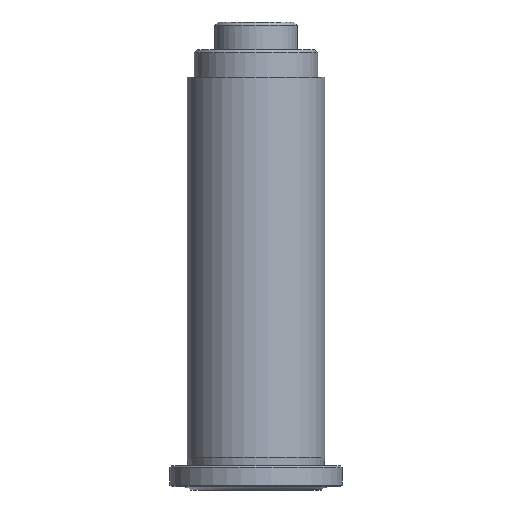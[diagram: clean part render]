
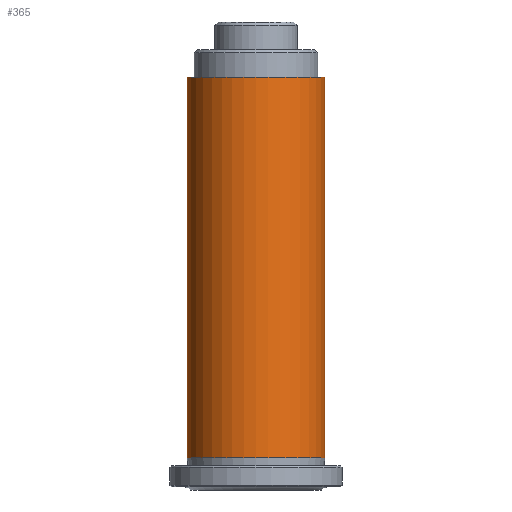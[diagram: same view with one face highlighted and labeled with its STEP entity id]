
A CAD part, left-side view. The second image highlights one B-rep face of the part: STEP entity #365.
In plain terms, the highlighted cylindrical face has radius 10 mm (diameter 20 mm), a partial arc.
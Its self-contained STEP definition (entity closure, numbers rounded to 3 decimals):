
#197=VERTEX_POINT('NONE',#503);
#207=VERTEX_POINT('NONE',#517);
#301=EDGE_CURVE('NONE',#409,#317,#626,.T.);
#317=VERTEX_POINT('NONE',#642);
#325=EDGE_CURVE('NONE',#317,#197,#650,.T.);
#333=EDGE_CURVE('NONE',#409,#207,#660,.T.);
#365=ADVANCED_FACE('NONE',(#699),#700,.T.);
#395=EDGE_CURVE('NONE',#207,#197,#731,.T.);
#409=VERTEX_POINT('NONE',#747);
#503=CARTESIAN_POINT('',(0.0,10.0,4.697));
#517=CARTESIAN_POINT('',(0.,10.0,60.0));
#626=LINE('',#994,#995);
#642=CARTESIAN_POINT('',(0.,-10.0,4.697));
#650=CIRCLE('',#1032,10.0);
#660=CIRCLE('',#1043,10.0);
#699=FACE_OUTER_BOUND('',#1089,.T.);
#700=CYLINDRICAL_SURFACE('',#1090,10.0);
#731=LINE('',#1130,#1131);
#747=CARTESIAN_POINT('',(0.0,-10.0,60.0));
#994=CARTESIAN_POINT('',(0.0,-10.0,-12.958));
#995=VECTOR('',#1435,1000.0);
#1032=AXIS2_PLACEMENT_3D('',#1452,#1453,#1454);
#1043=AXIS2_PLACEMENT_3D('',#1469,#1470,#1471);
#1089=EDGE_LOOP('',(#1530,#1531,#1532,#1533));
#1090=AXIS2_PLACEMENT_3D('',#1534,#1535,#1536);
#1130=CARTESIAN_POINT('',(0.,10.0,-12.958));
#1131=VECTOR('',#1559,1000.0);
#1435=DIRECTION('',(0.0,0.0,-1.0));
#1452=CARTESIAN_POINT('',(0.0,0.0,4.697));
#1453=DIRECTION('',(0.0,0.0,-1.0));
#1454=DIRECTION('',(0.0,-1.0,0.0));
#1469=CARTESIAN_POINT('',(0.0,0.0,60.0));
#1470=DIRECTION('',(0.0,0.0,-1.0));
#1471=DIRECTION('',(0.0,-1.0,0.0));
#1530=ORIENTED_EDGE('',*,*,#333,.T.);
#1531=ORIENTED_EDGE('',*,*,#395,.T.);
#1532=ORIENTED_EDGE('',*,*,#325,.F.);
#1533=ORIENTED_EDGE('',*,*,#301,.F.);
#1534=CARTESIAN_POINT('',(0.0,0.0,-12.958));
#1535=DIRECTION('',(0.0,-0.0,-1.0));
#1536=DIRECTION('',(0.0,-1.0,0.0));
#1559=DIRECTION('',(0.0,0.0,-1.0));
